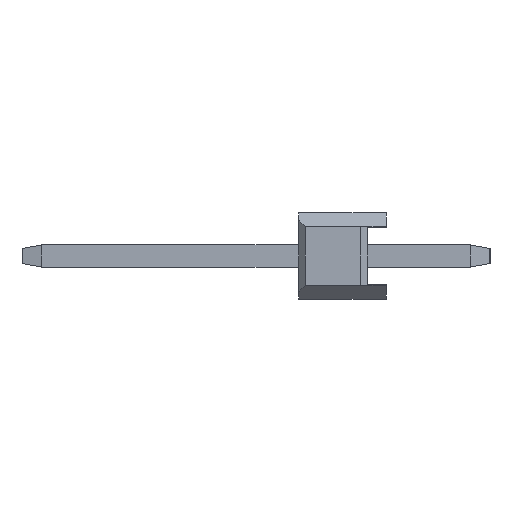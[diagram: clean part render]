
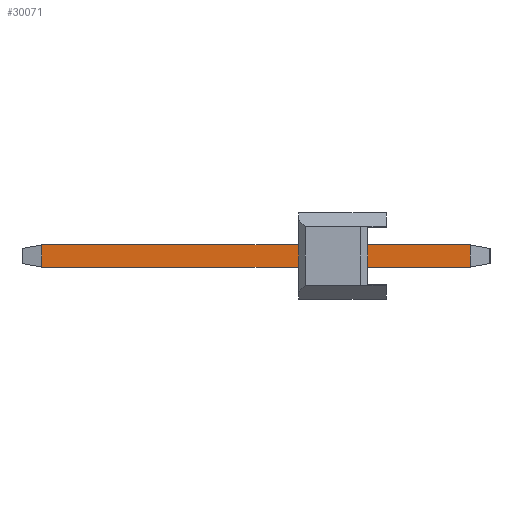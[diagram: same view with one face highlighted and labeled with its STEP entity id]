
A CAD part, left-side view. The second image highlights one B-rep face of the part: STEP entity #30071.
In plain terms, the highlighted planar face has unit normal (-1, 0, 0).
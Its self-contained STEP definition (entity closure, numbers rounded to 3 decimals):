
#2024 = VERTEX_POINT ( 'NONE', #16108 ) ;
#2199 = DIRECTION ( 'NONE',  ( 0., -1., 0. ) ) ;
#2464 = DIRECTION ( 'NONE',  ( 0., 0., -1. ) ) ;
#2618 = CARTESIAN_POINT ( 'NONE',  ( -0.32, 10.54, 0.32 ) ) ;
#2652 = ORIENTED_EDGE ( 'NONE', *, *, #30603, .T. ) ;
#5287 = CARTESIAN_POINT ( 'NONE',  ( -0.32, 10.54, -0.32 ) ) ;
#6015 = EDGE_LOOP ( 'NONE', ( #20468, #16783, #33493, #2652 ) ) ;
#6162 = DIRECTION ( 'NONE',  ( 0., 0., 1. ) ) ;
#8117 = VECTOR ( 'NONE', #17607, 1000. ) ;
#8431 = EDGE_CURVE ( 'NONE', #29704, #27408, #21524, .T. ) ;
#11469 = VECTOR ( 'NONE', #6162, 1000. ) ;
#14934 = DIRECTION ( 'NONE',  ( 1., 0., 0. ) ) ;
#16108 = CARTESIAN_POINT ( 'NONE',  ( -0.32, 9.973, 0.32 ) ) ;
#16783 = ORIENTED_EDGE ( 'NONE', *, *, #8431, .T. ) ;
#17561 = LINE ( 'NONE', #29862, #26802 ) ;
#17607 = DIRECTION ( 'NONE',  ( 0., -1., 0. ) ) ;
#17814 = LINE ( 'NONE', #30124, #18469 ) ;
#17970 = FACE_OUTER_BOUND ( 'NONE', #6015, .T. ) ;
#18397 = CARTESIAN_POINT ( 'NONE',  ( -0.32, -2.433, -0.32 ) ) ;
#18469 = VECTOR ( 'NONE', #2464, 1000. ) ;
#18806 = CARTESIAN_POINT ( 'NONE',  ( -0.32, 9.973, -0.32 ) ) ;
#20468 = ORIENTED_EDGE ( 'NONE', *, *, #36855, .T. ) ;
#21524 = LINE ( 'NONE', #33826, #11469 ) ;
#21945 = CARTESIAN_POINT ( 'NONE',  ( -0.32, -2.433, 0.32 ) ) ;
#24871 = AXIS2_PLACEMENT_3D ( 'NONE', #2618, #14934, #27253 ) ;
#26802 = VECTOR ( 'NONE', #2199, 1000. ) ;
#27253 = DIRECTION ( 'NONE',  ( 0., 0., -1. ) ) ;
#27408 = VERTEX_POINT ( 'NONE', #21945 ) ;
#29704 = VERTEX_POINT ( 'NONE', #18397 ) ;
#29746 = VERTEX_POINT ( 'NONE', #18806 ) ;
#29862 = CARTESIAN_POINT ( 'NONE',  ( -0.32, 10.54, 0.32 ) ) ;
#29975 = EDGE_CURVE ( 'NONE', #2024, #27408, #17561, .T. ) ;
#30071 = ADVANCED_FACE ( 'NONE', ( #17970 ), #30280, .F. ) ;
#30124 = CARTESIAN_POINT ( 'NONE',  ( -0.32, 9.973, -0.32 ) ) ;
#30280 = PLANE ( 'NONE',  #24871 ) ;
#30603 = EDGE_CURVE ( 'NONE', #2024, #29746, #17814, .T. ) ;
#32957 = LINE ( 'NONE', #5287, #8117 ) ;
#33493 = ORIENTED_EDGE ( 'NONE', *, *, #29975, .F. ) ;
#33826 = CARTESIAN_POINT ( 'NONE',  ( -0.32, -2.433, 0.32 ) ) ;
#36855 = EDGE_CURVE ( 'NONE', #29746, #29704, #32957, .T. ) ;
